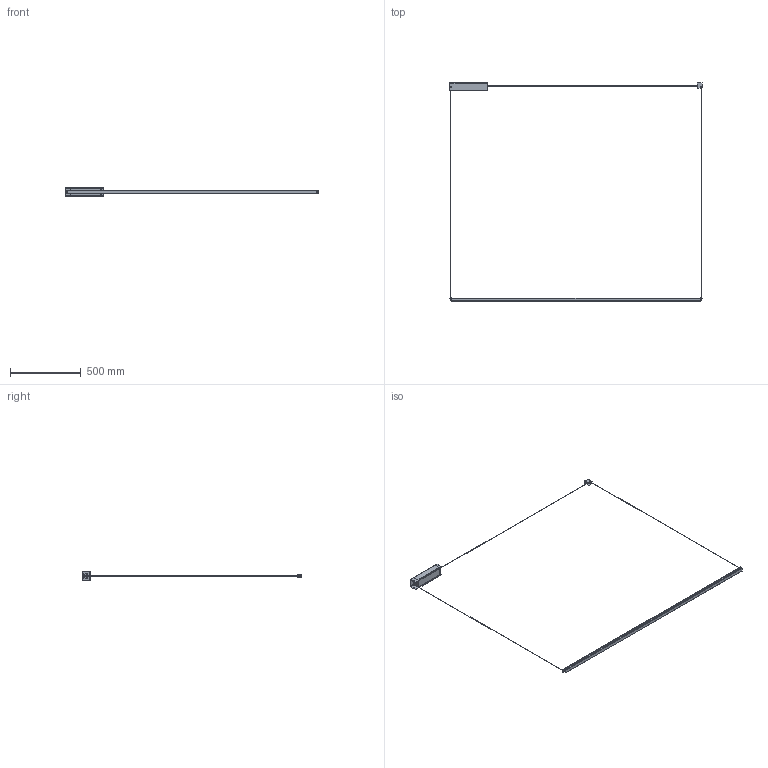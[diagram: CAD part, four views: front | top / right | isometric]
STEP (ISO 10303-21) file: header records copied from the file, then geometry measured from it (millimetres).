
FILE_DESCRIPTION (( 'STEP AP214' ), '1' );
FILE_NAME ('Streeplamp_asm_180cm.STEP', '2025-06-09T11:40:04', ( '' ), ( '' ), 'SwSTEP 2.0', 'SolidWorks 2017', '' );
FILE_SCHEMA (( 'AUTOMOTIVE_DESIGN' ));
Length unit declared in the file: millimetre
Products named in the file (19): Streeplamp-DC_cord_Canopy left; Streeplamp-canopy_pin_Mounting bracket pin; Streeplamp_strain_relief_config_T-bracket-cover-plate; Streeplamp_strain_relief_config_T-bracket-protective-rubber; M4_rivet_phe_95105A171; slotted pan head screw_din_DIN EN ISO 1580 - M3 x 6 - 6N; Streeplamp_mounting_bracket; Streeplamp-canopy_asm_Canopy_narrow_asm; Streeplamp_strain_relief_config_Spacer; PHE_linear_canopy_cover_Canopy cover-narrow; Streeplamp_body_frame_v1.0_Streeplamp 180 bent; Streeplamp-DC_cord_1760; Streeplamp-diffuser_Streeplamp 180; PHE_linear_canopy_mounting_box_Canopy mounting box-narrow; Streeplamp-LED_strip_Streeplamp 1762; Streeplamp_strain_relief_config_T-bracket; Streeplamp_asm_180cm; Streeplamp_heatsink_alu_config_180; 5230-2_steab_strain_relief
Assembly tree (29 placements, depth 3):
  Streeplamp_asm_180cm
    Streeplamp_body_frame_v1.0_Streeplamp 180 bent
    Streeplamp_heatsink_alu_config_180
    Streeplamp_strain_relief_config_T-bracket  x2
    Streeplamp_strain_relief_config_Spacer  x2
    Streeplamp-LED_strip_Streeplamp 1762
    Streeplamp-diffuser_Streeplamp 180
    Streeplamp-DC_cord_1760
    Streeplamp-canopy_asm_Canopy_narrow_asm
      PHE_linear_canopy_cover_Canopy cover-narrow
      PHE_linear_canopy_mounting_box_Canopy mounting box-narrow
    Streeplamp_mounting_bracket
    Streeplamp-canopy_pin_Mounting bracket pin
    M4_rivet_phe_95105A171  x2
    slotted pan head screw_din_DIN EN ISO 1580 - M3 x 6 - 6N  x4
    Streeplamp_strain_relief_config_T-bracket-cover-plate  x2
    Streeplamp_strain_relief_config_T-bracket-protective-rubber  x4
    Streeplamp-DC_cord_Canopy left
    5230-2_steab_strain_relief  x2
Bounding box: 1784.6 x 1548.17 x 64 mm (x, y, z)
Volume: 669909.8 mm3; surface area: 629899.1 mm2
Topology: 23 solids, 30 shells, 2040 faces, 5137 edges, 3324 vertices
Faces by surface type: plane 1772, cylinder 198, bspline 46, cone 18, torus 6
Full cylindrical faces by diameter (mm): 2 x4, 3 x12, 3.2 x5, 3.3 x1, 4.2 x4, 5 x5, 5.4 x2, 6 x6, 6.2 x2, 6.7 x2, 8 x5, 9.9 x2, 10 x3
Entity records: 63332 total; most frequent: CARTESIAN_POINT 24554, ORIENTED_EDGE 7974, DIRECTION 7241, EDGE_CURVE 3999, LINE 3285, VECTOR 3285, VERTEX_POINT 2636, AXIS2_PLACEMENT_3D 1978
